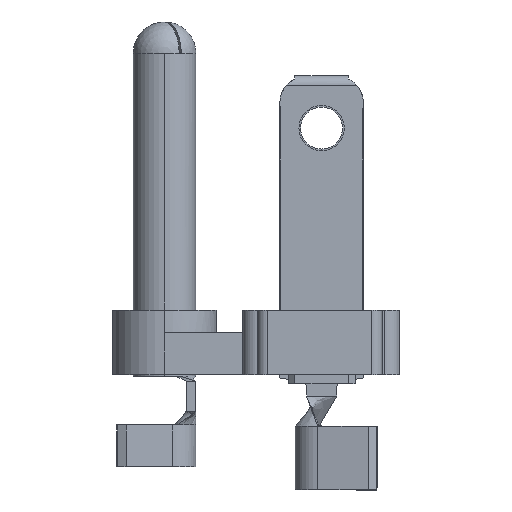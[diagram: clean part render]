
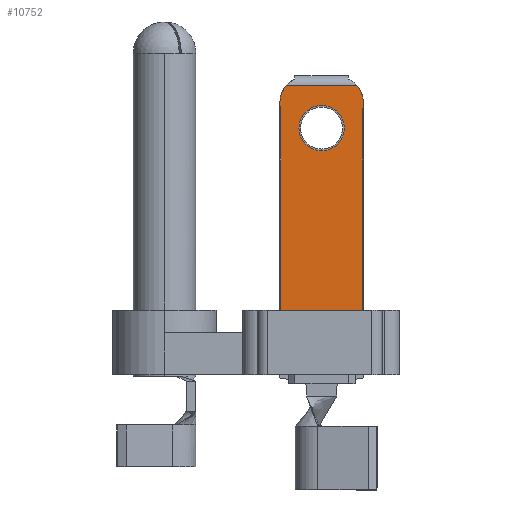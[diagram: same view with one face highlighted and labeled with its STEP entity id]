
A CAD part, left-side view. The second image highlights one B-rep face of the part: STEP entity #10752.
In plain terms, the highlighted face is planar.
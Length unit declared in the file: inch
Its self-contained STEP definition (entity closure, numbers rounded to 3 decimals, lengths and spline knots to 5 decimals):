
#139 = LINE ( 'NONE', #13685, #8917 ) ;
#163 = CARTESIAN_POINT ( 'NONE',  ( 0.751, 0.029, 0.1 ) ) ;
#167 = ORIENTED_EDGE ( 'NONE', *, *, #1390, .F. ) ;
#549 = ORIENTED_EDGE ( 'NONE', *, *, #22702, .F. ) ;
#899 = DIRECTION ( 'NONE',  ( 1., 0., 0. ) ) ;
#933 = AXIS2_PLACEMENT_3D ( 'NONE', #9549, #21835, #11325 ) ;
#958 = EDGE_CURVE ( 'NONE', #14917, #13017, #9697, .T. ) ;
#1011 = DIRECTION ( 'NONE',  ( 0., 0., -1. ) ) ;
#1092 = VECTOR ( 'NONE', #2330, 39.37008 ) ;
#1150 = VECTOR ( 'NONE', #8561, 39.37008 ) ;
#1164 = VERTEX_POINT ( 'NONE', #9064 ) ;
#1390 = EDGE_CURVE ( 'NONE', #10461, #1164, #6642, .T. ) ;
#1413 = CARTESIAN_POINT ( 'NONE',  ( 0.731, 0.029, 0.0425 ) ) ;
#1781 = VECTOR ( 'NONE', #5951, 39.37008 ) ;
#1811 = CARTESIAN_POINT ( 'NONE',  ( 0.127, 0.029, -0.0675 ) ) ;
#1921 = EDGE_LOOP ( 'NONE', ( #4062, #167 ) ) ;
#2274 = CARTESIAN_POINT ( 'NONE',  ( 0.801, 0.029, -0.1 ) ) ;
#2315 = CARTESIAN_POINT ( 'NONE',  ( 0.07254, 0.029, -0.122 ) ) ;
#2330 = DIRECTION ( 'NONE',  ( -1., 0., 0. ) ) ;
#2342 = LINE ( 'NONE', #18257, #1781 ) ;
#2344 = DIRECTION ( 'NONE',  ( 0., 1., 0. ) ) ;
#2514 = CARTESIAN_POINT ( 'NONE',  ( 0.07254, 0.029, 0.122 ) ) ;
#2529 = FACE_OUTER_BOUND ( 'NONE', #5093, .T. ) ;
#3155 = DIRECTION ( 'NONE',  ( 0., -1., 0. ) ) ;
#3161 = CARTESIAN_POINT ( 'NONE',  ( 0., 0.029, 0.1245 ) ) ;
#3340 = VERTEX_POINT ( 'NONE', #21270 ) ;
#3697 = EDGE_LOOP ( 'NONE', ( #11327, #7020, #13583, #6570 ) ) ;
#3955 = EDGE_CURVE ( 'NONE', #1164, #10461, #21325, .T. ) ;
#4062 = ORIENTED_EDGE ( 'NONE', *, *, #3955, .F. ) ;
#4415 = AXIS2_PLACEMENT_3D ( 'NONE', #11645, #16952, #6411 ) ;
#4517 = ORIENTED_EDGE ( 'NONE', *, *, #7553, .F. ) ;
#5052 = EDGE_CURVE ( 'NONE', #21824, #5896, #2342, .T. ) ;
#5093 = EDGE_LOOP ( 'NONE', ( #19747, #549, #16741, #7578, #5293, #15773, #10152, #22281, #21868, #4517, #20603 ) ) ;
#5104 = CARTESIAN_POINT ( 'NONE',  ( 0.691, 0.029, -0.0425 ) ) ;
#5293 = ORIENTED_EDGE ( 'NONE', *, *, #21204, .F. ) ;
#5375 = LINE ( 'NONE', #7893, #9514 ) ;
#5443 = VERTEX_POINT ( 'NONE', #2315 ) ;
#5896 = VERTEX_POINT ( 'NONE', #19439 ) ;
#5951 = DIRECTION ( 'NONE',  ( 0., 0., -1. ) ) ;
#6105 = EDGE_CURVE ( 'NONE', #5443, #8153, #6965, .T. ) ;
#6136 = VERTEX_POINT ( 'NONE', #163 ) ;
#6311 = VERTEX_POINT ( 'NONE', #2514 ) ;
#6382 = LINE ( 'NONE', #13844, #1150 ) ;
#6411 = DIRECTION ( 'NONE',  ( 1., 0., 0. ) ) ;
#6570 = ORIENTED_EDGE ( 'NONE', *, *, #5052, .F. ) ;
#6642 = CIRCLE ( 'NONE', #8801, 0.0675 ) ;
#6651 = FACE_BOUND ( 'NONE', #1921, .T. ) ;
#6965 = LINE ( 'NONE', #8815, #20454 ) ;
#7020 = ORIENTED_EDGE ( 'NONE', *, *, #8999, .F. ) ;
#7071 = VECTOR ( 'NONE', #7692, 39.37008 ) ;
#7145 = CARTESIAN_POINT ( 'NONE',  ( 0., 0.029, -0.1047 ) ) ;
#7553 = EDGE_CURVE ( 'NONE', #13017, #16888, #19517, .T. ) ;
#7578 = ORIENTED_EDGE ( 'NONE', *, *, #10092, .T. ) ;
#7583 = CARTESIAN_POINT ( 'NONE',  ( 0., 0.029, -0.1 ) ) ;
#7692 = DIRECTION ( 'NONE',  ( 0., 0., 1. ) ) ;
#7893 = CARTESIAN_POINT ( 'NONE',  ( 0., 0.029, 0.1 ) ) ;
#7956 = EDGE_CURVE ( 'NONE', #6311, #14917, #21152, .T. ) ;
#8104 = CARTESIAN_POINT ( 'NONE',  ( 0.05269, 0.029, -0.1245 ) ) ;
#8153 = VERTEX_POINT ( 'NONE', #12221 ) ;
#8192 = CARTESIAN_POINT ( 'NONE',  ( 0.691, 0.029, 0.0425 ) ) ;
#8398 = VERTEX_POINT ( 'NONE', #2274 ) ;
#8521 = VECTOR ( 'NONE', #1011, 39.37008 ) ;
#8561 = DIRECTION ( 'NONE',  ( 0., 0., 1. ) ) ;
#8801 = AXIS2_PLACEMENT_3D ( 'NONE', #20419, #9869, #22167 ) ;
#8815 = CARTESIAN_POINT ( 'NONE',  ( 0., 0.029, -0.122 ) ) ;
#8917 = VECTOR ( 'NONE', #15424, 39.37008 ) ;
#8999 = EDGE_CURVE ( 'NONE', #17425, #13634, #11760, .T. ) ;
#9022 = EDGE_CURVE ( 'NONE', #16888, #5443, #20564, .T. ) ;
#9064 = CARTESIAN_POINT ( 'NONE',  ( 0.127, 0.029, 0.0675 ) ) ;
#9316 = CARTESIAN_POINT ( 'NONE',  ( 0., 0.029, 0.122 ) ) ;
#9347 = DIRECTION ( 'NONE',  ( -1., 0., 0. ) ) ;
#9514 = VECTOR ( 'NONE', #899, 39.37008 ) ;
#9549 = CARTESIAN_POINT ( 'NONE',  ( 0.05269, 0.029, -0.0445 ) ) ;
#9697 = LINE ( 'NONE', #3161, #19051 ) ;
#9778 = CARTESIAN_POINT ( 'NONE',  ( 0.751, 0.029, 0.1245 ) ) ;
#9820 = DIRECTION ( 'NONE',  ( 0., -1., 0. ) ) ;
#9869 = DIRECTION ( 'NONE',  ( 0., 1., 0. ) ) ;
#10092 = EDGE_CURVE ( 'NONE', #6136, #11346, #5375, .T. ) ;
#10152 = ORIENTED_EDGE ( 'NONE', *, *, #10671, .T. ) ;
#10461 = VERTEX_POINT ( 'NONE', #1811 ) ;
#10671 = EDGE_CURVE ( 'NONE', #3340, #8153, #17667, .T. ) ;
#10752 = ADVANCED_FACE ( 'NONE', ( #2529, #16033, #6651 ), #15182, .F. ) ;
#10883 = LINE ( 'NONE', #7583, #19670 ) ;
#11325 = DIRECTION ( 'NONE',  ( 1., 0., 0. ) ) ;
#11327 = ORIENTED_EDGE ( 'NONE', *, *, #12184, .F. ) ;
#11346 = VERTEX_POINT ( 'NONE', #18379 ) ;
#11427 = DIRECTION ( 'NONE',  ( 0., 0., -1. ) ) ;
#11645 = CARTESIAN_POINT ( 'NONE',  ( 0., 0.029, 0.1245 ) ) ;
#11760 = LINE ( 'NONE', #14726, #7071 ) ;
#11978 = VERTEX_POINT ( 'NONE', #13979 ) ;
#12184 = EDGE_CURVE ( 'NONE', #13634, #21824, #17922, .T. ) ;
#12221 = CARTESIAN_POINT ( 'NONE',  ( 0.751, 0.029, -0.122 ) ) ;
#12894 = CARTESIAN_POINT ( 'NONE',  ( 0.127, 0.029, 0. ) ) ;
#13014 = VECTOR ( 'NONE', #11427, 39.37008 ) ;
#13017 = VERTEX_POINT ( 'NONE', #7145 ) ;
#13214 = CARTESIAN_POINT ( 'NONE',  ( 0.751, 0.029, 0.1245 ) ) ;
#13583 = ORIENTED_EDGE ( 'NONE', *, *, #19043, .F. ) ;
#13634 = VERTEX_POINT ( 'NONE', #8192 ) ;
#13685 = CARTESIAN_POINT ( 'NONE',  ( 0.731, 0.029, -0.0425 ) ) ;
#13718 = CARTESIAN_POINT ( 'NONE',  ( 0.05269, 0.029, -0.0445 ) ) ;
#13844 = CARTESIAN_POINT ( 'NONE',  ( 0.801, 0.029, -0.25 ) ) ;
#13979 = CARTESIAN_POINT ( 'NONE',  ( 0.751, 0.029, 0.122 ) ) ;
#14661 = DIRECTION ( 'NONE',  ( 1., 0., 0. ) ) ;
#14726 = CARTESIAN_POINT ( 'NONE',  ( 0.691, 0.029, 0.0425 ) ) ;
#14917 = VERTEX_POINT ( 'NONE', #22789 ) ;
#15182 = PLANE ( 'NONE',  #4415 ) ;
#15424 = DIRECTION ( 'NONE',  ( -1., 0., 0. ) ) ;
#15469 = DIRECTION ( 'NONE',  ( 1., 0., 0. ) ) ;
#15477 = DIRECTION ( 'NONE',  ( 0., 0., -1. ) ) ;
#15773 = ORIENTED_EDGE ( 'NONE', *, *, #18739, .T. ) ;
#15838 = EDGE_CURVE ( 'NONE', #11978, #6136, #22551, .T. ) ;
#16033 = FACE_BOUND ( 'NONE', #3697, .T. ) ;
#16741 = ORIENTED_EDGE ( 'NONE', *, *, #15838, .T. ) ;
#16888 = VERTEX_POINT ( 'NONE', #8104 ) ;
#16952 = DIRECTION ( 'NONE',  ( 0., -1., 0. ) ) ;
#17425 = VERTEX_POINT ( 'NONE', #5104 ) ;
#17667 = LINE ( 'NONE', #13214, #13014 ) ;
#17922 = LINE ( 'NONE', #1413, #22026 ) ;
#18257 = CARTESIAN_POINT ( 'NONE',  ( 0.731, 0.029, 0.0425 ) ) ;
#18379 = CARTESIAN_POINT ( 'NONE',  ( 0.801, 0.029, 0.1 ) ) ;
#18739 = EDGE_CURVE ( 'NONE', #8398, #3340, #10883, .T. ) ;
#19043 = EDGE_CURVE ( 'NONE', #5896, #17425, #139, .T. ) ;
#19051 = VECTOR ( 'NONE', #15477, 39.37008 ) ;
#19439 = CARTESIAN_POINT ( 'NONE',  ( 0.731, 0.029, -0.0425 ) ) ;
#19517 = CIRCLE ( 'NONE', #21234, 0.08 ) ;
#19670 = VECTOR ( 'NONE', #9347, 39.37008 ) ;
#19747 = ORIENTED_EDGE ( 'NONE', *, *, #7956, .F. ) ;
#19799 = LINE ( 'NONE', #9316, #1092 ) ;
#20359 = CARTESIAN_POINT ( 'NONE',  ( 0.05269, 0.029, 0.0445 ) ) ;
#20419 = CARTESIAN_POINT ( 'NONE',  ( 0.127, 0.029, 0. ) ) ;
#20454 = VECTOR ( 'NONE', #21128, 39.37008 ) ;
#20564 = CIRCLE ( 'NONE', #933, 0.08 ) ;
#20603 = ORIENTED_EDGE ( 'NONE', *, *, #958, .F. ) ;
#20721 = DIRECTION ( 'NONE',  ( 1., 0., 0. ) ) ;
#21128 = DIRECTION ( 'NONE',  ( 1., 0., 0. ) ) ;
#21152 = CIRCLE ( 'NONE', #21963, 0.08 ) ;
#21204 = EDGE_CURVE ( 'NONE', #8398, #11346, #6382, .T. ) ;
#21234 = AXIS2_PLACEMENT_3D ( 'NONE', #13718, #3155, #15469 ) ;
#21235 = CARTESIAN_POINT ( 'NONE',  ( 0.731, 0.029, 0.0425 ) ) ;
#21270 = CARTESIAN_POINT ( 'NONE',  ( 0.751, 0.029, -0.1 ) ) ;
#21325 = CIRCLE ( 'NONE', #21765, 0.0675 ) ;
#21765 = AXIS2_PLACEMENT_3D ( 'NONE', #12894, #2344, #14661 ) ;
#21824 = VERTEX_POINT ( 'NONE', #21235 ) ;
#21835 = DIRECTION ( 'NONE',  ( 0., -1., 0. ) ) ;
#21868 = ORIENTED_EDGE ( 'NONE', *, *, #9022, .F. ) ;
#21963 = AXIS2_PLACEMENT_3D ( 'NONE', #20359, #9820, #22109 ) ;
#22026 = VECTOR ( 'NONE', #20721, 39.37008 ) ;
#22109 = DIRECTION ( 'NONE',  ( 1., 0., 0. ) ) ;
#22167 = DIRECTION ( 'NONE',  ( 1., 0., 0. ) ) ;
#22281 = ORIENTED_EDGE ( 'NONE', *, *, #6105, .F. ) ;
#22551 = LINE ( 'NONE', #9778, #8521 ) ;
#22702 = EDGE_CURVE ( 'NONE', #11978, #6311, #19799, .T. ) ;
#22789 = CARTESIAN_POINT ( 'NONE',  ( 0., 0.029, 0.1047 ) ) ;
